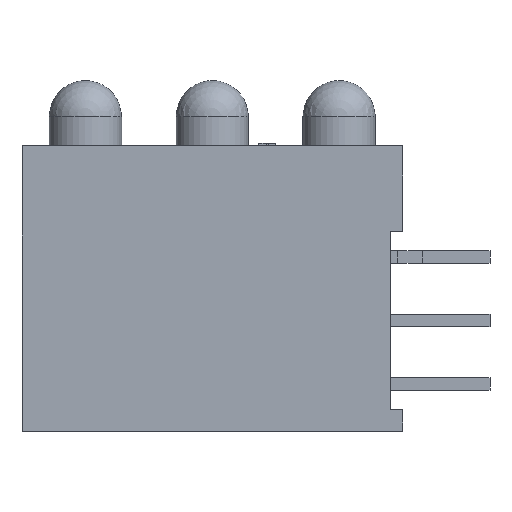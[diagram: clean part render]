
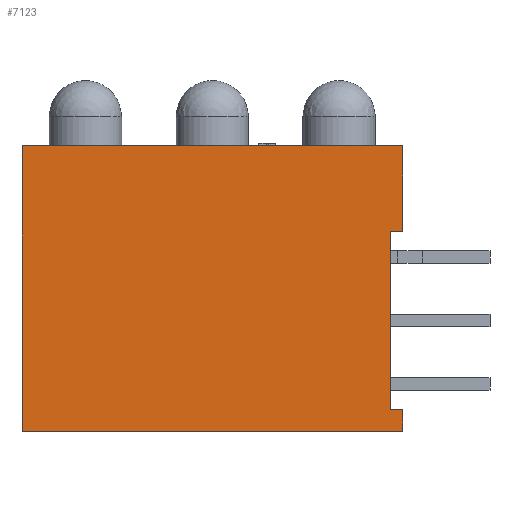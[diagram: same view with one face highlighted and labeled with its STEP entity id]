
A CAD part, left-side view. The second image highlights one B-rep face of the part: STEP entity #7123.
In plain terms, the highlighted planar face has unit normal (-1, 0, 0).
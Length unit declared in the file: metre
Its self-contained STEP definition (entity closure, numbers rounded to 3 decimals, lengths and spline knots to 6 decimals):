
#2172=ORIENTED_EDGE('',*,*,#3568,.T.);
#2173=ORIENTED_EDGE('',*,*,#3569,.T.);
#2174=ORIENTED_EDGE('',*,*,#3570,.F.);
#2175=ORIENTED_EDGE('',*,*,#3571,.F.);
#2176=ORIENTED_EDGE('',*,*,#3572,.F.);
#2177=ORIENTED_EDGE('',*,*,#3573,.F.);
#2178=ORIENTED_EDGE('',*,*,#3574,.F.);
#2179=ORIENTED_EDGE('',*,*,#3575,.F.);
#3568=EDGE_CURVE('',#4277,#4278,#4935,.T.);
#3569=EDGE_CURVE('',#4278,#4279,#4936,.T.);
#3570=EDGE_CURVE('',#4280,#4279,#4937,.T.);
#3571=EDGE_CURVE('',#4281,#4280,#4938,.T.);
#3572=EDGE_CURVE('',#4282,#4281,#4939,.T.);
#3573=EDGE_CURVE('',#4283,#4282,#4940,.T.);
#3574=EDGE_CURVE('',#4284,#4283,#4941,.T.);
#3575=EDGE_CURVE('',#4277,#4284,#4942,.T.);
#4277=VERTEX_POINT('',#13247);
#4278=VERTEX_POINT('',#13248);
#4279=VERTEX_POINT('',#13250);
#4280=VERTEX_POINT('',#13252);
#4281=VERTEX_POINT('',#13254);
#4282=VERTEX_POINT('',#13256);
#4283=VERTEX_POINT('',#13258);
#4284=VERTEX_POINT('',#13260);
#4935=LINE('',#13246,#5616);
#4936=LINE('',#13249,#5617);
#4937=LINE('',#13251,#5618);
#4938=LINE('',#13253,#5619);
#4939=LINE('',#13255,#5620);
#4940=LINE('',#13257,#5621);
#4941=LINE('',#13259,#5622);
#4942=LINE('',#13261,#5623);
#5616=VECTOR('',#10075,1.);
#5617=VECTOR('',#10076,1.);
#5618=VECTOR('',#10077,1.);
#5619=VECTOR('',#10078,1.);
#5620=VECTOR('',#10079,1.);
#5621=VECTOR('',#10080,1.);
#5622=VECTOR('',#10081,1.);
#5623=VECTOR('',#10082,1.);
#6024=EDGE_LOOP('',(#2172,#2173,#2174,#2175,#2176,#2177,#2178,#2179));
#6445=FACE_BOUND('',#6024,.T.);
#6748=PLANE('',#8330);
#7123=ADVANCED_FACE('',(#6445),#6748,.F.);
#8330=AXIS2_PLACEMENT_3D('',#13245,#10073,#10074);
#10073=DIRECTION('',(1.,0.,0.));
#10074=DIRECTION('',(0.,0.,-1.));
#10075=DIRECTION('',(0.,0.,-1.));
#10076=DIRECTION('',(0.,-1.,0.));
#10077=DIRECTION('',(0.,0.,-1.));
#10078=DIRECTION('',(0.,-1.,0.));
#10079=DIRECTION('',(0.,0.,-1.));
#10080=DIRECTION('',(0.,1.,0.));
#10081=DIRECTION('',(0.,0.,-1.));
#10082=DIRECTION('',(0.,-1.,0.));
#13245=CARTESIAN_POINT('',(-0.00216,-0.000372,-0.016224));
#13246=CARTESIAN_POINT('',(-0.00216,0.00762,-0.016224));
#13247=CARTESIAN_POINT('',(-0.00216,0.00762,0.005715));
#13248=CARTESIAN_POINT('',(-0.00216,0.00762,-0.005715));
#13249=CARTESIAN_POINT('',(-0.00216,-0.000372,-0.005715));
#13250=CARTESIAN_POINT('',(-0.00216,-0.00762,-0.005715));
#13251=CARTESIAN_POINT('',(-0.00216,-0.00762,-0.016224));
#13252=CARTESIAN_POINT('',(-0.00216,-0.00762,-0.004845));
#13253=CARTESIAN_POINT('',(-0.00216,-0.000372,-0.004845));
#13254=CARTESIAN_POINT('',(-0.00216,-0.00712,-0.004845));
#13255=CARTESIAN_POINT('',(-0.00216,-0.00712,-0.016224));
#13256=CARTESIAN_POINT('',(-0.00216,-0.00712,0.002295));
#13257=CARTESIAN_POINT('',(-0.00216,-0.000372,0.002295));
#13258=CARTESIAN_POINT('',(-0.00216,-0.00762,0.002295));
#13259=CARTESIAN_POINT('',(-0.00216,-0.00762,-0.016224));
#13260=CARTESIAN_POINT('',(-0.00216,-0.00762,0.005715));
#13261=CARTESIAN_POINT('',(-0.00216,-0.000372,0.005715));
